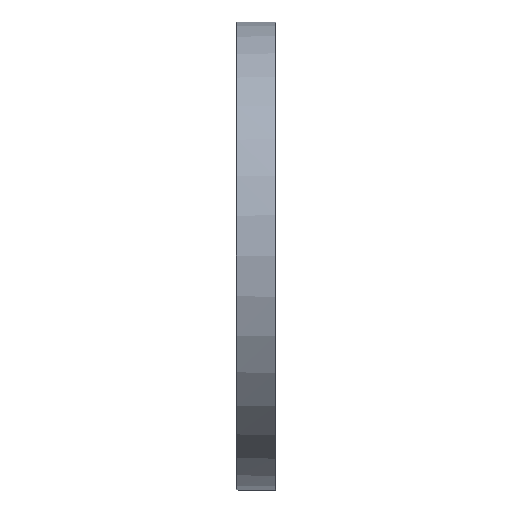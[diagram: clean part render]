
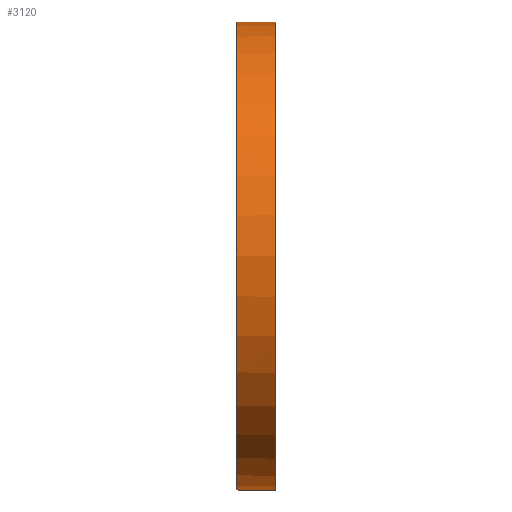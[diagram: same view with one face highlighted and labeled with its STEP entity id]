
A CAD part, left-side view. The second image highlights one B-rep face of the part: STEP entity #3120.
In plain terms, the highlighted cylindrical face has radius 153 mm (diameter 306 mm), a partial arc.
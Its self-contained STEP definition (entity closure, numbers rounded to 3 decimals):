
#56 = DIRECTION ( 'NONE',  ( 0., -1., 0. ) ) ;
#202 = VERTEX_POINT ( 'NONE', #6583 ) ;
#360 = VERTEX_POINT ( 'NONE', #2684 ) ;
#424 = EDGE_CURVE ( 'NONE', #1199, #202, #1775, .T. ) ;
#529 = CARTESIAN_POINT ( 'NONE',  ( -1.5, 24.7, -152.993 ) ) ;
#641 = CARTESIAN_POINT ( 'NONE',  ( 0., 0., -153. ) ) ;
#668 = CIRCLE ( 'NONE', #7039, 153. ) ;
#1115 = ORIENTED_EDGE ( 'NONE', *, *, #2636, .T. ) ;
#1199 = VERTEX_POINT ( 'NONE', #6327 ) ;
#1268 = VECTOR ( 'NONE', #5545, 1000. ) ;
#1423 = DIRECTION ( 'NONE',  ( 0., -1., 0. ) ) ;
#1529 = CARTESIAN_POINT ( 'NONE',  ( -1.5, 0., 152.993 ) ) ;
#1596 = ORIENTED_EDGE ( 'NONE', *, *, #3043, .F. ) ;
#1620 = EDGE_LOOP ( 'NONE', ( #4092, #1596, #3379, #6359, #3481, #4345, #2482, #1115 ) ) ;
#1775 = CIRCLE ( 'NONE', #5725, 153. ) ;
#1833 = CIRCLE ( 'NONE', #2068, 153. ) ;
#1901 = CARTESIAN_POINT ( 'NONE',  ( 0., 24.7, -153. ) ) ;
#2068 = AXIS2_PLACEMENT_3D ( 'NONE', #2295, #6252, #2879 ) ;
#2086 = VECTOR ( 'NONE', #3305, 1000. ) ;
#2295 = CARTESIAN_POINT ( 'NONE',  ( 0., 0.4, 0. ) ) ;
#2416 = CARTESIAN_POINT ( 'NONE',  ( 0., 0.4, -153. ) ) ;
#2482 = ORIENTED_EDGE ( 'NONE', *, *, #2685, .T. ) ;
#2486 = CARTESIAN_POINT ( 'NONE',  ( 0., 24.7, 0. ) ) ;
#2636 = EDGE_CURVE ( 'NONE', #2793, #360, #1833, .T. ) ;
#2684 = CARTESIAN_POINT ( 'NONE',  ( 0., 0.4, 153. ) ) ;
#2685 = EDGE_CURVE ( 'NONE', #4153, #2793, #4653, .T. ) ;
#2758 = CARTESIAN_POINT ( 'NONE',  ( 0., 25.6, 0. ) ) ;
#2793 = VERTEX_POINT ( 'NONE', #2416 ) ;
#2823 = CARTESIAN_POINT ( 'NONE',  ( 0., 24.7, 0. ) ) ;
#2879 = DIRECTION ( 'NONE',  ( 0., 0., 1. ) ) ;
#3043 = EDGE_CURVE ( 'NONE', #5912, #5124, #6693, .T. ) ;
#3054 = DIRECTION ( 'NONE',  ( 0., 0., 1. ) ) ;
#3120 = ADVANCED_FACE ( 'NONE', ( #4645 ), #6518, .T. ) ;
#3270 = CARTESIAN_POINT ( 'NONE',  ( 0., 0., 153. ) ) ;
#3271 = EDGE_CURVE ( 'NONE', #5124, #360, #3591, .T. ) ;
#3303 = AXIS2_PLACEMENT_3D ( 'NONE', #6516, #1423, #7079 ) ;
#3305 = DIRECTION ( 'NONE',  ( 0., -1., 0. ) ) ;
#3327 = DIRECTION ( 'NONE',  ( 0., 0., -1. ) ) ;
#3379 = ORIENTED_EDGE ( 'NONE', *, *, #4865, .T. ) ;
#3396 = DIRECTION ( 'NONE',  ( 0., 0., 1. ) ) ;
#3481 = ORIENTED_EDGE ( 'NONE', *, *, #5701, .T. ) ;
#3591 = LINE ( 'NONE', #3270, #2086 ) ;
#3931 = EDGE_CURVE ( 'NONE', #4153, #5019, #668, .T. ) ;
#4092 = ORIENTED_EDGE ( 'NONE', *, *, #3271, .F. ) ;
#4153 = VERTEX_POINT ( 'NONE', #1901 ) ;
#4345 = ORIENTED_EDGE ( 'NONE', *, *, #3931, .F. ) ;
#4416 = CARTESIAN_POINT ( 'NONE',  ( -1.5, 0., -152.993 ) ) ;
#4645 = FACE_OUTER_BOUND ( 'NONE', #1620, .T. ) ;
#4653 = LINE ( 'NONE', #641, #6169 ) ;
#4865 = EDGE_CURVE ( 'NONE', #5912, #1199, #5336, .T. ) ;
#4895 = DIRECTION ( 'NONE',  ( 0., 1., 0. ) ) ;
#5019 = VERTEX_POINT ( 'NONE', #529 ) ;
#5124 = VERTEX_POINT ( 'NONE', #5146 ) ;
#5146 = CARTESIAN_POINT ( 'NONE',  ( 0., 24.7, 153. ) ) ;
#5336 = LINE ( 'NONE', #1529, #6845 ) ;
#5545 = DIRECTION ( 'NONE',  ( 0., -1., 0. ) ) ;
#5701 = EDGE_CURVE ( 'NONE', #202, #5019, #7276, .T. ) ;
#5725 = AXIS2_PLACEMENT_3D ( 'NONE', #2758, #6705, #3327 ) ;
#5732 = CARTESIAN_POINT ( 'NONE',  ( -1.5, 24.7, 152.993 ) ) ;
#5912 = VERTEX_POINT ( 'NONE', #5732 ) ;
#6169 = VECTOR ( 'NONE', #56, 1000. ) ;
#6252 = DIRECTION ( 'NONE',  ( 0., 1., 0. ) ) ;
#6327 = CARTESIAN_POINT ( 'NONE',  ( -1.5, 25.6, 152.993 ) ) ;
#6359 = ORIENTED_EDGE ( 'NONE', *, *, #424, .T. ) ;
#6440 = DIRECTION ( 'NONE',  ( 0., 1., 0. ) ) ;
#6516 = CARTESIAN_POINT ( 'NONE',  ( 0., 0., 0. ) ) ;
#6518 = CYLINDRICAL_SURFACE ( 'NONE', #3303, 153. ) ;
#6583 = CARTESIAN_POINT ( 'NONE',  ( -1.5, 25.6, -152.993 ) ) ;
#6693 = CIRCLE ( 'NONE', #6850, 153. ) ;
#6705 = DIRECTION ( 'NONE',  ( 0., -1., 0. ) ) ;
#6774 = DIRECTION ( 'NONE',  ( 0., 1., 0. ) ) ;
#6845 = VECTOR ( 'NONE', #4895, 1000. ) ;
#6850 = AXIS2_PLACEMENT_3D ( 'NONE', #2486, #6440, #3054 ) ;
#7039 = AXIS2_PLACEMENT_3D ( 'NONE', #2823, #6774, #3396 ) ;
#7079 = DIRECTION ( 'NONE',  ( 0., 0., -1. ) ) ;
#7276 = LINE ( 'NONE', #4416, #1268 ) ;
